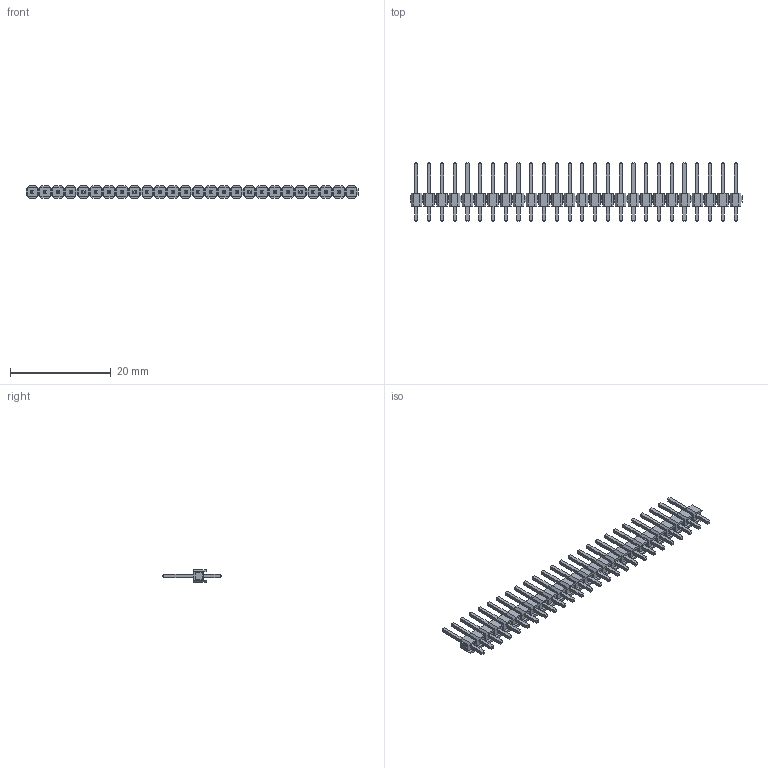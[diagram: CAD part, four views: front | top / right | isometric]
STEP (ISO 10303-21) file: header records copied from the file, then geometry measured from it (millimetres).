
FILE_DESCRIPTION (( 'STEP AP214' ), '1' );
FILE_NAME ('PLS-26.STEP', '2019-06-30T19:29:21', ( '' ), ( '' ), 'SwSTEP 2.0', 'SolidWorks 2018', '' );
FILE_SCHEMA (( 'AUTOMOTIVE_DESIGN' ));
Length unit declared in the file: millimetre
Products named in the file (1): PLS-26
Bounding box: 66.04 x 11.64 x 2.54 mm (x, y, z)
Volume: 400.3 mm3; surface area: 1504.8 mm2
Topology: 26 solids, 26 shells, 1092 faces, 2496 edges, 1560 vertices
Faces by surface type: plane 1092
Entity records: 41915 total; most frequent: CARTESIAN_POINT 5149, ORIENTED_EDGE 4992, DIRECTION 4682, EDGE_CURVE 2496, VECTOR 2496, LINE 2496, VERTEX_POINT 1560, EDGE_LOOP 1196
